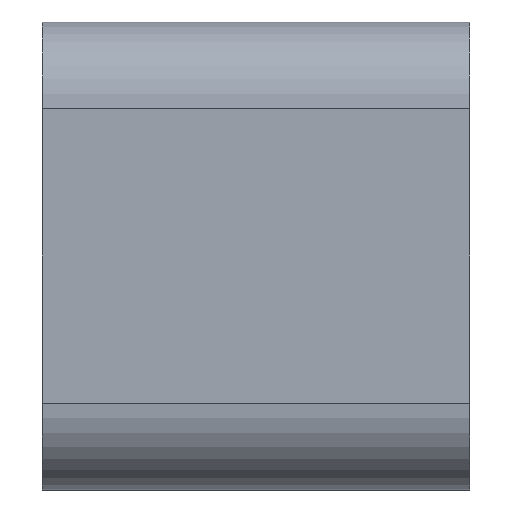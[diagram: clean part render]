
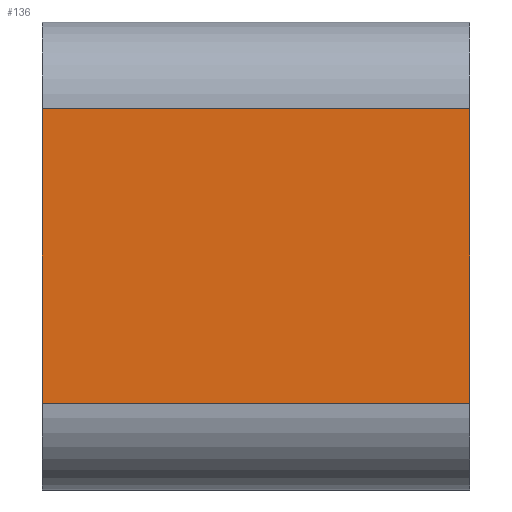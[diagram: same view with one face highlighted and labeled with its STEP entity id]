
A CAD part, left-side view. The second image highlights one B-rep face of the part: STEP entity #136.
In plain terms, the highlighted planar face has unit normal (-1, 0, 0).
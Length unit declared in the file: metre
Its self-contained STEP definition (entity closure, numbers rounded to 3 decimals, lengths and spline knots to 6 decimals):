
#13=PLANE('',#163);
#16=LINE('',#216,#24);
#21=LINE('',#232,#29);
#22=LINE('',#239,#30);
#23=LINE('',#240,#31);
#24=VECTOR('',#175,1.);
#29=VECTOR('',#190,1.);
#30=VECTOR('',#199,1.);
#31=VECTOR('',#200,1.);
#46=ORIENTED_EDGE('',*,*,#76,.F.);
#47=ORIENTED_EDGE('',*,*,#73,.F.);
#48=ORIENTED_EDGE('',*,*,#77,.T.);
#49=ORIENTED_EDGE('',*,*,#65,.T.);
#65=EDGE_CURVE('',#82,#80,#16,.T.);
#73=EDGE_CURVE('',#87,#86,#21,.T.);
#76=EDGE_CURVE('',#86,#80,#22,.T.);
#77=EDGE_CURVE('',#87,#82,#23,.T.);
#80=VERTEX_POINT('',#214);
#82=VERTEX_POINT('',#217);
#86=VERTEX_POINT('',#229);
#87=VERTEX_POINT('',#231);
#105=EDGE_LOOP('',(#46,#47,#48,#49));
#119=FACE_BOUND('',#105,.T.);
#136=ADVANCED_FACE('',(#119),#13,.T.);
#163=AXIS2_PLACEMENT_3D('',#238,#197,#198);
#175=DIRECTION('',(0.,1.,0.));
#190=DIRECTION('',(0.,1.,0.));
#197=DIRECTION('',(-1.,0.,0.));
#198=DIRECTION('',(0.,-1.,0.));
#199=DIRECTION('',(0.,0.,1.));
#200=DIRECTION('',(0.,0.,1.));
#214=CARTESIAN_POINT('',(0.03775,0.0325,0.0415));
#216=CARTESIAN_POINT('',(0.03775,0.0165,0.0415));
#217=CARTESIAN_POINT('',(0.03775,0.0165,0.0415));
#229=CARTESIAN_POINT('',(0.03775,0.0325,0.0305));
#231=CARTESIAN_POINT('',(0.03775,0.0165,0.0305));
#232=CARTESIAN_POINT('',(0.03775,0.0165,0.0305));
#238=CARTESIAN_POINT('',(0.03775,0.0165,0.036));
#239=CARTESIAN_POINT('',(0.03775,0.0325,0.036));
#240=CARTESIAN_POINT('',(0.03775,0.0165,0.036));
